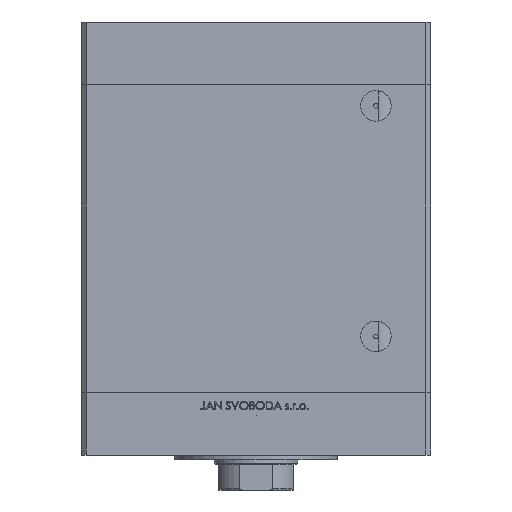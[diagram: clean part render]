
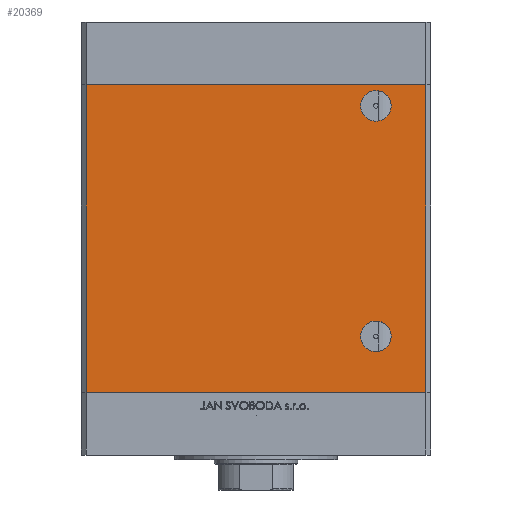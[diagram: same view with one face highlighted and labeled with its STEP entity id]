
A CAD part, front view. The second image highlights one B-rep face of the part: STEP entity #20369.
In plain terms, the highlighted planar face has unit normal (0, -1, 0).
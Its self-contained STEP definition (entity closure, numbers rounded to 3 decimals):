
#1252 = ORIENTED_EDGE ( 'NONE', *, *, #37624, .F. ) ;
#1277 = AXIS2_PLACEMENT_3D ( 'NONE', #18899, #15331, #3877 ) ;
#1476 = DIRECTION ( 'NONE',  ( 0., 0., -1. ) ) ;
#1564 = LINE ( 'NONE', #25207, #16540 ) ;
#1685 = DIRECTION ( 'NONE',  ( 0., 0., -1. ) ) ;
#1803 = ORIENTED_EDGE ( 'NONE', *, *, #46420, .F. ) ;
#3505 = AXIS2_PLACEMENT_3D ( 'NONE', #31948, #27135, #11633 ) ;
#3518 = CARTESIAN_POINT ( 'NONE',  ( 51.5, -62.5, 30.58 ) ) ;
#3716 = EDGE_LOOP ( 'NONE', ( #7241, #28280, #1252, #31162 ) ) ;
#3877 = DIRECTION ( 'NONE',  ( 0., 0., -1. ) ) ;
#4245 = FACE_BOUND ( 'NONE', #10079, .T. ) ;
#4299 = CARTESIAN_POINT ( 'NONE',  ( -73., -62.5, 0. ) ) ;
#4339 = VERTEX_POINT ( 'NONE', #26267 ) ;
#5035 = CARTESIAN_POINT ( 'NONE',  ( 51.5, -62.5, 123. ) ) ;
#5254 = LINE ( 'NONE', #24323, #31357 ) ;
#7136 = DIRECTION ( 'NONE',  ( 0., 1., 0. ) ) ;
#7237 = CARTESIAN_POINT ( 'NONE',  ( 73., -62.5, 132. ) ) ;
#7241 = ORIENTED_EDGE ( 'NONE', *, *, #50190, .T. ) ;
#7905 = VERTEX_POINT ( 'NONE', #9480 ) ;
#8314 = PLANE ( 'NONE',  #3505 ) ;
#9332 = LINE ( 'NONE', #40586, #35424 ) ;
#9480 = CARTESIAN_POINT ( 'NONE',  ( 73., -62.5, 132. ) ) ;
#10079 = EDGE_LOOP ( 'NONE', ( #15881, #37077 ) ) ;
#11018 = VERTEX_POINT ( 'NONE', #18227 ) ;
#11264 = EDGE_LOOP ( 'NONE', ( #50220, #1803 ) ) ;
#11633 = DIRECTION ( 'NONE',  ( 0., 0., 1. ) ) ;
#11790 = AXIS2_PLACEMENT_3D ( 'NONE', #20546, #31498, #28179 ) ;
#13776 = DIRECTION ( 'NONE',  ( 1., 0., 0. ) ) ;
#15272 = CARTESIAN_POINT ( 'NONE',  ( 51.5, -62.5, 123. ) ) ;
#15331 = DIRECTION ( 'NONE',  ( 0., -1., 0. ) ) ;
#15881 = ORIENTED_EDGE ( 'NONE', *, *, #28275, .T. ) ;
#16409 = VERTEX_POINT ( 'NONE', #38300 ) ;
#16540 = VECTOR ( 'NONE', #13776, 1000. ) ;
#18227 = CARTESIAN_POINT ( 'NONE',  ( 51.5, -62.5, 129.58 ) ) ;
#18899 = CARTESIAN_POINT ( 'NONE',  ( 51.5, -62.5, 24. ) ) ;
#19639 = AXIS2_PLACEMENT_3D ( 'NONE', #5035, #36315, #1476 ) ;
#20008 = CIRCLE ( 'NONE', #36232, 6.58 ) ;
#20369 = ADVANCED_FACE ( 'NONE', ( #43144, #46470, #4245 ), #8314, .F. ) ;
#20546 = CARTESIAN_POINT ( 'NONE',  ( 51.5, -62.5, 24. ) ) ;
#22752 = LINE ( 'NONE', #7237, #32171 ) ;
#23227 = CIRCLE ( 'NONE', #1277, 6.58 ) ;
#24323 = CARTESIAN_POINT ( 'NONE',  ( -73., -62.5, 0. ) ) ;
#25207 = CARTESIAN_POINT ( 'NONE',  ( -73., -62.5, 132. ) ) ;
#26267 = CARTESIAN_POINT ( 'NONE',  ( -73., -62.5, 132. ) ) ;
#27135 = DIRECTION ( 'NONE',  ( 0., 1., 0. ) ) ;
#28179 = DIRECTION ( 'NONE',  ( 0., 0., -1. ) ) ;
#28275 = EDGE_CURVE ( 'NONE', #37686, #11018, #45632, .T. ) ;
#28280 = ORIENTED_EDGE ( 'NONE', *, *, #43331, .F. ) ;
#30794 = CARTESIAN_POINT ( 'NONE',  ( 51.5, -62.5, 116.42 ) ) ;
#31162 = ORIENTED_EDGE ( 'NONE', *, *, #50224, .T. ) ;
#31357 = VECTOR ( 'NONE', #35767, 1000. ) ;
#31498 = DIRECTION ( 'NONE',  ( 0., -1., 0. ) ) ;
#31948 = CARTESIAN_POINT ( 'NONE',  ( -73., -62.5, 132. ) ) ;
#32171 = VECTOR ( 'NONE', #46895, 1000. ) ;
#33821 = CIRCLE ( 'NONE', #11790, 6.58 ) ;
#33838 = DIRECTION ( 'NONE',  ( 0., 0., -1. ) ) ;
#34731 = VERTEX_POINT ( 'NONE', #40861 ) ;
#35424 = VECTOR ( 'NONE', #1685, 1000. ) ;
#35767 = DIRECTION ( 'NONE',  ( 1., 0., 0. ) ) ;
#36232 = AXIS2_PLACEMENT_3D ( 'NONE', #15272, #7136, #33838 ) ;
#36315 = DIRECTION ( 'NONE',  ( 0., 1., 0. ) ) ;
#37077 = ORIENTED_EDGE ( 'NONE', *, *, #46819, .T. ) ;
#37624 = EDGE_CURVE ( 'NONE', #4339, #7905, #1564, .T. ) ;
#37686 = VERTEX_POINT ( 'NONE', #30794 ) ;
#38300 = CARTESIAN_POINT ( 'NONE',  ( 73., -62.5, 0. ) ) ;
#40586 = CARTESIAN_POINT ( 'NONE',  ( -73., -62.5, 132. ) ) ;
#40861 = CARTESIAN_POINT ( 'NONE',  ( 51.5, -62.5, 17.42 ) ) ;
#43144 = FACE_BOUND ( 'NONE', #11264, .T. ) ;
#43331 = EDGE_CURVE ( 'NONE', #7905, #16409, #22752, .T. ) ;
#43975 = EDGE_CURVE ( 'NONE', #34731, #50147, #33821, .T. ) ;
#44976 = VERTEX_POINT ( 'NONE', #4299 ) ;
#45632 = CIRCLE ( 'NONE', #19639, 6.58 ) ;
#46420 = EDGE_CURVE ( 'NONE', #50147, #34731, #23227, .T. ) ;
#46470 = FACE_OUTER_BOUND ( 'NONE', #3716, .T. ) ;
#46819 = EDGE_CURVE ( 'NONE', #11018, #37686, #20008, .T. ) ;
#46895 = DIRECTION ( 'NONE',  ( 0., 0., -1. ) ) ;
#50147 = VERTEX_POINT ( 'NONE', #3518 ) ;
#50190 = EDGE_CURVE ( 'NONE', #44976, #16409, #5254, .T. ) ;
#50220 = ORIENTED_EDGE ( 'NONE', *, *, #43975, .F. ) ;
#50224 = EDGE_CURVE ( 'NONE', #4339, #44976, #9332, .T. ) ;
